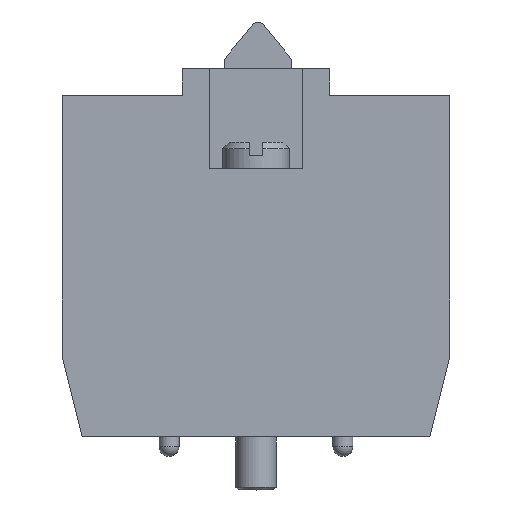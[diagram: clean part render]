
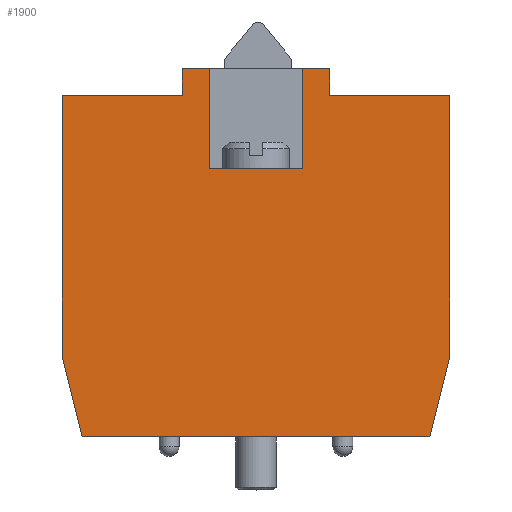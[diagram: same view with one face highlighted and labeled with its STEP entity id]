
A CAD part, top view. The second image highlights one B-rep face of the part: STEP entity #1900.
In plain terms, the highlighted planar face has unit normal (0, 0, 1).
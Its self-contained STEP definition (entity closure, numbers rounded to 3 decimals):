
#505=CARTESIAN_POINT('',(-17.437,1.797,14.7));
#506=VERTEX_POINT('',#505);
#513=CARTESIAN_POINT('',(-43.437,1.797,14.7));
#514=VERTEX_POINT('',#513);
#515=CARTESIAN_POINT('',(-17.437,1.797,14.7));
#516=DIRECTION('',(-1.0,0.0,0.0));
#517=VECTOR('',#516,26.0);
#518=LINE('',#515,#517);
#519=EDGE_CURVE('',#506,#514,#518,.T.);
#569=CARTESIAN_POINT('',(-15.937,7.797,14.7));
#570=VERTEX_POINT('',#569);
#577=CARTESIAN_POINT('',(-15.937,7.797,14.7));
#578=DIRECTION('',(-0.243,-0.97,0.0));
#579=VECTOR('',#578,6.185);
#580=LINE('',#577,#579);
#581=EDGE_CURVE('',#570,#506,#580,.T.);
#950=CARTESIAN_POINT('',(-35.937,29.297,14.7));
#951=VERTEX_POINT('',#950);
#968=CARTESIAN_POINT('',(-35.937,27.297,14.7));
#969=VERTEX_POINT('',#968);
#976=CARTESIAN_POINT('',(-35.937,27.297,14.7));
#977=DIRECTION('',(0.0,1.0,0.0));
#978=VECTOR('',#977,2.);
#979=LINE('',#976,#978);
#980=EDGE_CURVE('',#969,#951,#979,.T.);
#1021=CARTESIAN_POINT('',(-24.937,29.297,14.7));
#1022=VERTEX_POINT('',#1021);
#1029=CARTESIAN_POINT('',(-24.937,27.297,14.7));
#1030=VERTEX_POINT('',#1029);
#1031=CARTESIAN_POINT('',(-24.937,27.297,14.7));
#1032=DIRECTION('',(0.0,1.0,0.0));
#1033=VECTOR('',#1032,2.);
#1034=LINE('',#1031,#1033);
#1035=EDGE_CURVE('',#1030,#1022,#1034,.T.);
#1052=CARTESIAN_POINT('',(-33.937,29.297,14.7));
#1053=VERTEX_POINT('',#1052);
#1054=CARTESIAN_POINT('',(-33.937,29.297,14.7));
#1055=DIRECTION('',(-1.0,0.0,0.0));
#1056=VECTOR('',#1055,2.0);
#1057=LINE('',#1054,#1056);
#1058=EDGE_CURVE('',#1053,#951,#1057,.T.);
#1076=CARTESIAN_POINT('',(-26.937,29.297,14.7));
#1077=VERTEX_POINT('',#1076);
#1084=CARTESIAN_POINT('',(-24.937,29.297,14.7));
#1085=DIRECTION('',(-1.0,0.0,0.0));
#1086=VECTOR('',#1085,2.);
#1087=LINE('',#1084,#1086);
#1088=EDGE_CURVE('',#1022,#1077,#1087,.T.);
#1659=CARTESIAN_POINT('',(-26.937,21.797,14.7));
#1660=VERTEX_POINT('',#1659);
#1669=CARTESIAN_POINT('',(-26.937,29.297,14.7));
#1670=DIRECTION('',(0.0,-1.0,0.0));
#1671=VECTOR('',#1670,7.5);
#1672=LINE('',#1669,#1671);
#1673=EDGE_CURVE('',#1077,#1660,#1672,.T.);
#1714=CARTESIAN_POINT('',(-33.937,21.797,14.7));
#1715=VERTEX_POINT('',#1714);
#1724=CARTESIAN_POINT('',(-33.937,21.797,14.7));
#1725=DIRECTION('',(0.0,1.0,0.0));
#1726=VECTOR('',#1725,7.5);
#1727=LINE('',#1724,#1726);
#1728=EDGE_CURVE('',#1715,#1053,#1727,.T.);
#1741=CARTESIAN_POINT('',(-26.937,21.797,14.7));
#1742=DIRECTION('',(-1.0,0.0,0.0));
#1743=VECTOR('',#1742,7.);
#1744=LINE('',#1741,#1743);
#1745=EDGE_CURVE('',#1660,#1715,#1744,.T.);
#1759=CARTESIAN_POINT('',(-44.937,27.297,14.7));
#1760=VERTEX_POINT('',#1759);
#1767=CARTESIAN_POINT('',(-44.937,27.297,14.7));
#1768=DIRECTION('',(1.0,0.0,0.0));
#1769=VECTOR('',#1768,9.);
#1770=LINE('',#1767,#1769);
#1771=EDGE_CURVE('',#1760,#969,#1770,.T.);
#1776=CARTESIAN_POINT('',(-15.937,27.297,14.7));
#1777=VERTEX_POINT('',#1776);
#1778=CARTESIAN_POINT('',(-24.937,27.297,14.7));
#1779=DIRECTION('',(1.0,0.0,0.0));
#1780=VECTOR('',#1779,9.);
#1781=LINE('',#1778,#1780);
#1782=EDGE_CURVE('',#1030,#1777,#1781,.T.);
#1820=CARTESIAN_POINT('',(-15.937,27.297,14.7));
#1821=DIRECTION('',(0.0,-1.0,0.0));
#1822=VECTOR('',#1821,19.5);
#1823=LINE('',#1820,#1822);
#1824=EDGE_CURVE('',#1777,#570,#1823,.T.);
#1841=CARTESIAN_POINT('',(-44.937,7.797,14.7));
#1842=VERTEX_POINT('',#1841);
#1843=CARTESIAN_POINT('',(-43.437,1.797,14.7));
#1844=DIRECTION('',(-0.243,0.97,0.0));
#1845=VECTOR('',#1844,6.185);
#1846=LINE('',#1843,#1845);
#1847=EDGE_CURVE('',#514,#1842,#1846,.T.);
#1865=CARTESIAN_POINT('',(-44.937,7.797,14.7));
#1866=DIRECTION('',(0.0,1.0,0.0));
#1867=VECTOR('',#1866,19.5);
#1868=LINE('',#1865,#1867);
#1869=EDGE_CURVE('',#1842,#1760,#1868,.T.);
#1879=CARTESIAN_POINT('',(-30.437,14.873,14.7));
#1880=DIRECTION('',(0.0,0.0,1.0));
#1881=DIRECTION('',(1.0,0.0,0.0));
#1882=AXIS2_PLACEMENT_3D('',#1879,#1880,#1881);
#1883=PLANE('',#1882);
#1884=ORIENTED_EDGE('',*,*,#1728,.T.);
#1885=ORIENTED_EDGE('',*,*,#1058,.T.);
#1886=ORIENTED_EDGE('',*,*,#980,.F.);
#1887=ORIENTED_EDGE('',*,*,#1771,.F.);
#1888=ORIENTED_EDGE('',*,*,#1869,.F.);
#1889=ORIENTED_EDGE('',*,*,#1847,.F.);
#1890=ORIENTED_EDGE('',*,*,#519,.F.);
#1891=ORIENTED_EDGE('',*,*,#581,.F.);
#1892=ORIENTED_EDGE('',*,*,#1824,.F.);
#1893=ORIENTED_EDGE('',*,*,#1782,.F.);
#1894=ORIENTED_EDGE('',*,*,#1035,.T.);
#1895=ORIENTED_EDGE('',*,*,#1088,.T.);
#1896=ORIENTED_EDGE('',*,*,#1673,.T.);
#1897=ORIENTED_EDGE('',*,*,#1745,.T.);
#1898=EDGE_LOOP('',(#1884,#1885,#1886,#1887,#1888,#1889,#1890,#1891,#1892,#1893,#1894,#1895,#1896,#1897));
#1899=FACE_OUTER_BOUND('',#1898,.T.);
#1900=ADVANCED_FACE('',(#1899),#1883,.T.);
